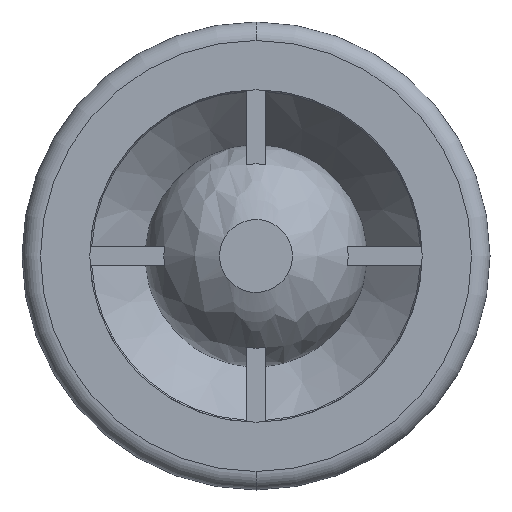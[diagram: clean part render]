
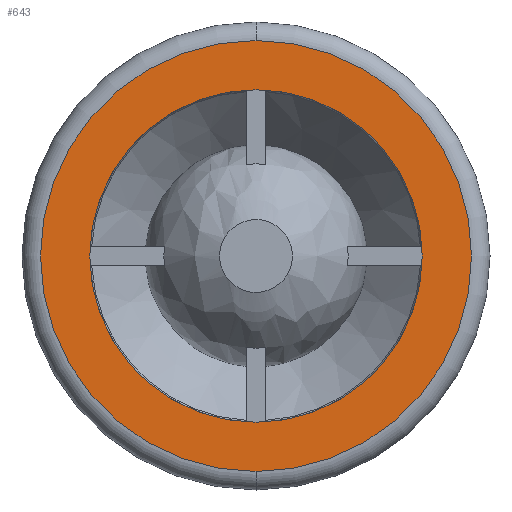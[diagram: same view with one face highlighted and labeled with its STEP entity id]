
A CAD part, front view. The second image highlights one B-rep face of the part: STEP entity #643.
In plain terms, the highlighted planar face has unit normal (0, -1, 0).
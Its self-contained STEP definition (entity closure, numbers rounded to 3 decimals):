
#66 = EDGE_CURVE ( 'NONE', #1773, #1626, #1039, .T. ) ;
#130 = PLANE ( 'NONE',  #488 ) ;
#140 = VERTEX_POINT ( 'NONE', #258 ) ;
#193 = ORIENTED_EDGE ( 'NONE', *, *, #1023, .F. ) ;
#216 = CARTESIAN_POINT ( 'NONE',  ( 0., 0., 0. ) ) ;
#258 = CARTESIAN_POINT ( 'NONE',  ( 0., 0., 13.5 ) ) ;
#363 = CIRCLE ( 'NONE', #2093, 13.5 ) ;
#464 = AXIS2_PLACEMENT_3D ( 'NONE', #2397, #2173, #714 ) ;
#488 = AXIS2_PLACEMENT_3D ( 'NONE', #1948, #1964, #1533 ) ;
#509 = DIRECTION ( 'NONE',  ( 0., -1., 0. ) ) ;
#643 = ADVANCED_FACE ( 'NONE', ( #700, #1977 ), #130, .F. ) ;
#700 = FACE_OUTER_BOUND ( 'NONE', #718, .T. ) ;
#714 = DIRECTION ( 'NONE',  ( 0., 0., 1. ) ) ;
#718 = EDGE_LOOP ( 'NONE', ( #781, #2574 ) ) ;
#781 = ORIENTED_EDGE ( 'NONE', *, *, #66, .T. ) ;
#847 = DIRECTION ( 'NONE',  ( 0., -1., 0. ) ) ;
#882 = DIRECTION ( 'NONE',  ( 0., 0., -1. ) ) ;
#1023 = EDGE_CURVE ( 'NONE', #140, #2380, #363, .T. ) ;
#1039 = CIRCLE ( 'NONE', #1302, 17.5 ) ;
#1073 = DIRECTION ( 'NONE',  ( 0., 0., -1. ) ) ;
#1302 = AXIS2_PLACEMENT_3D ( 'NONE', #216, #847, #2567 ) ;
#1533 = DIRECTION ( 'NONE',  ( 0., 0., 1. ) ) ;
#1540 = CARTESIAN_POINT ( 'NONE',  ( 0., 0., -17.5 ) ) ;
#1626 = VERTEX_POINT ( 'NONE', #1540 ) ;
#1632 = EDGE_LOOP ( 'NONE', ( #2701, #193 ) ) ;
#1634 = CIRCLE ( 'NONE', #464, 17.5 ) ;
#1635 = EDGE_CURVE ( 'NONE', #2380, #140, #2179, .T. ) ;
#1710 = CARTESIAN_POINT ( 'NONE',  ( 0., 0., -13.5 ) ) ;
#1739 = AXIS2_PLACEMENT_3D ( 'NONE', #2367, #509, #882 ) ;
#1773 = VERTEX_POINT ( 'NONE', #2433 ) ;
#1892 = DIRECTION ( 'NONE',  ( 0., -1., 0. ) ) ;
#1948 = CARTESIAN_POINT ( 'NONE',  ( -13.5, 0., 0. ) ) ;
#1964 = DIRECTION ( 'NONE',  ( 0., 1., 0. ) ) ;
#1977 = FACE_BOUND ( 'NONE', #1632, .T. ) ;
#2093 = AXIS2_PLACEMENT_3D ( 'NONE', #2101, #1892, #1073 ) ;
#2101 = CARTESIAN_POINT ( 'NONE',  ( 0., 0., 0. ) ) ;
#2173 = DIRECTION ( 'NONE',  ( 0., -1., 0. ) ) ;
#2179 = CIRCLE ( 'NONE', #1739, 13.5 ) ;
#2367 = CARTESIAN_POINT ( 'NONE',  ( 0., 0., 0. ) ) ;
#2380 = VERTEX_POINT ( 'NONE', #1710 ) ;
#2397 = CARTESIAN_POINT ( 'NONE',  ( 0., 0., 0. ) ) ;
#2433 = CARTESIAN_POINT ( 'NONE',  ( 0., 0., 17.5 ) ) ;
#2489 = EDGE_CURVE ( 'NONE', #1626, #1773, #1634, .T. ) ;
#2567 = DIRECTION ( 'NONE',  ( 0., 0., 1. ) ) ;
#2574 = ORIENTED_EDGE ( 'NONE', *, *, #2489, .T. ) ;
#2701 = ORIENTED_EDGE ( 'NONE', *, *, #1635, .F. ) ;
